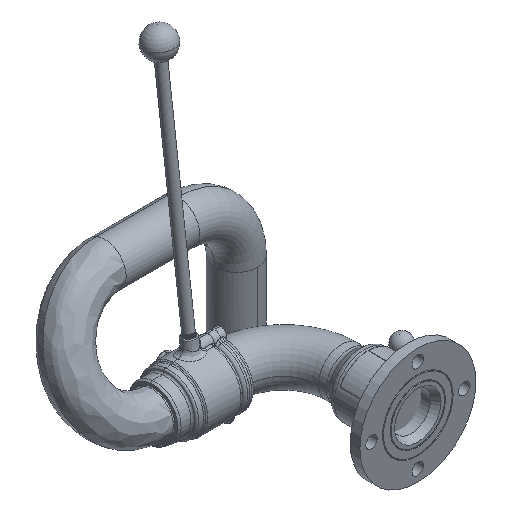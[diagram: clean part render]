
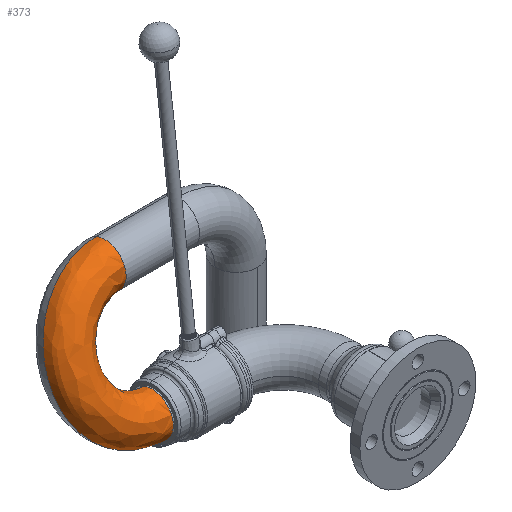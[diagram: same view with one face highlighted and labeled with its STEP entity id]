
A CAD part, isometric view. The second image highlights one B-rep face of the part: STEP entity #373.
In plain terms, the highlighted free-form (B-spline) face has degree [2, 2] with [4, 7] control points.
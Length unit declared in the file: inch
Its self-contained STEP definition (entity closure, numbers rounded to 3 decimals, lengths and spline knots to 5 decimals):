
#373 = ADVANCED_FACE ( 'NONE', ( #63009 ), #49388, .T. ) ;
#3371 = VERTEX_POINT ( 'NONE', #11959 ) ;
#3372 = VERTEX_POINT ( 'NONE', #11960 ) ;
#3373 = VERTEX_POINT ( 'NONE', #11961 ) ;
#3374 = VERTEX_POINT ( 'NONE', #11962 ) ;
#6265 = AXIS2_PLACEMENT_3D ( 'NONE', #48301, #48302, #48303 ) ;
#6274 = AXIS2_PLACEMENT_3D ( 'NONE', #48323, #48330, #48331 ) ;
#9888 =( BOUNDED_CURVE ( )  B_SPLINE_CURVE ( 2, ( #48217, #48221, #48222, #48223 ),
 .UNSPECIFIED., .F., .T. ) 
 B_SPLINE_CURVE_WITH_KNOTS ( ( 3, 1, 3 ),
 ( 0., 0.71731, 1.43463 ),
 .UNSPECIFIED. ) 
 CURVE ( )  GEOMETRIC_REPRESENTATION_ITEM ( )  RATIONAL_B_SPLINE_CURVE ( ( 0.75, 0.375, 0.375, 0.75 ) ) 
 REPRESENTATION_ITEM ( '' )  );
#9889 =( BOUNDED_CURVE ( )  B_SPLINE_CURVE ( 2, ( #48224, #48227, #48228, #48229 ),
 .UNSPECIFIED., .F., .T. ) 
 B_SPLINE_CURVE_WITH_KNOTS ( ( 3, 1, 3 ),
 ( 0., 0.71731, 1.43463 ),
 .UNSPECIFIED. ) 
 CURVE ( )  GEOMETRIC_REPRESENTATION_ITEM ( )  RATIONAL_B_SPLINE_CURVE ( ( 1., 0.5, 0.5, 1. ) ) 
 REPRESENTATION_ITEM ( '' )  );
#11959 = CARTESIAN_POINT ( 'NONE',  ( 1.375, 0., 1. ) ) ;
#11960 = CARTESIAN_POINT ( 'NONE',  ( -1.375, 0., 1. ) ) ;
#11961 = CARTESIAN_POINT ( 'NONE',  ( 8.875, 0., 1. ) ) ;
#11962 = CARTESIAN_POINT ( 'NONE',  ( 6.125, 0., 1. ) ) ;
#12596 = ORIENTED_EDGE ( 'NONE', *, *, #18161, .F. ) ;
#12597 = ORIENTED_EDGE ( 'NONE', *, *, #18203, .T. ) ;
#12598 = ORIENTED_EDGE ( 'NONE', *, *, #18163, .T. ) ;
#12599 = ORIENTED_EDGE ( 'NONE', *, *, #18193, .F. ) ;
#12794 = EDGE_LOOP ( 'NONE', ( #12596, #12597, #12598, #12599 ) ) ;
#18161 = EDGE_CURVE ( 'NONE', #3372, #3373, #9888, .T. ) ;
#18163 = EDGE_CURVE ( 'NONE', #3371, #3374, #9889, .T. ) ;
#18193 = EDGE_CURVE ( 'NONE', #3373, #3374, #36054, .T. ) ;
#18203 = EDGE_CURVE ( 'NONE', #3372, #3371, #36065, .T. ) ;
#36054 = CIRCLE ( 'NONE', #6265, 1.375 ) ;
#36065 = CIRCLE ( 'NONE', #6274, 1.375 ) ;
#48217 = CARTESIAN_POINT ( 'NONE',  ( -1.375, 0., 1. ) ) ;
#48221 = CARTESIAN_POINT ( 'NONE',  ( -1.375, 0., 6.125 ) ) ;
#48222 = CARTESIAN_POINT ( 'NONE',  ( 8.875, 0., 6.125 ) ) ;
#48223 = CARTESIAN_POINT ( 'NONE',  ( 8.875, 0., 1. ) ) ;
#48224 = CARTESIAN_POINT ( 'NONE',  ( 1.375, 0., 1. ) ) ;
#48227 = CARTESIAN_POINT ( 'NONE',  ( 1.375, 0., 3.375 ) ) ;
#48228 = CARTESIAN_POINT ( 'NONE',  ( 6.125, 0., 3.375 ) ) ;
#48229 = CARTESIAN_POINT ( 'NONE',  ( 6.125, 0., 1. ) ) ;
#48301 = CARTESIAN_POINT ( 'NONE',  ( 7.5, 0., 1. ) ) ;
#48302 = DIRECTION ( 'NONE',  ( 0., 0., -1. ) ) ;
#48303 = DIRECTION ( 'NONE',  ( -1., 0., 0. ) ) ;
#48323 = CARTESIAN_POINT ( 'NONE',  ( 0., 0., 1. ) ) ;
#48330 = DIRECTION ( 'NONE',  ( 0., 0., 1. ) ) ;
#48331 = DIRECTION ( 'NONE',  ( 1., 0., 0. ) ) ;
#49388 =( BOUNDED_SURFACE ( )  B_SPLINE_SURFACE ( 2, 2, ( 
 ( #64006, #63997, #63996, #64008, #64009, #64010, #64011 ),
 ( #64012, #64013, #64014, #64015, #64016, #64017, #64018 ),
 ( #64019, #64020, #64021, #64022, #64023, #64024, #64025 ),
 ( #64026, #64027, #64028, #64029, #64030, #64031, #64032 ) ),
 .UNSPECIFIED., .F., .F., .F. ) 
 B_SPLINE_SURFACE_WITH_KNOTS ( ( 3, 1, 3 ),
 ( 3, 2, 2, 3 ),
 ( 0., 0.71731, 1.43463 ),
 ( 0., 0.33333, 0.66667, 1. ),
 .UNSPECIFIED. ) 
 GEOMETRIC_REPRESENTATION_ITEM ( )  RATIONAL_B_SPLINE_SURFACE ( (
 ( 1., 0.5, 1., 0.5, 1., 0.5, 1.),
 ( 0.5, 0.25, 0.5, 0.25, 0.5, 0.25, 0.5),
 ( 0.5, 0.25, 0.5, 0.25, 0.5, 0.25, 0.5),
 ( 1., 0.5, 1., 0.5, 1., 0.5, 1.) ) ) 
 REPRESENTATION_ITEM ( '' )  SURFACE ( )  );
#63009 = FACE_OUTER_BOUND ( 'NONE', #12794, .T. ) ;
#63996 = CARTESIAN_POINT ( 'NONE',  ( -0.6875, -1.19078, 1. ) ) ;
#63997 = CARTESIAN_POINT ( 'NONE',  ( 1.375, -2.38157, 1. ) ) ;
#64006 = CARTESIAN_POINT ( 'NONE',  ( 1.375, 0., 1. ) ) ;
#64008 = CARTESIAN_POINT ( 'NONE',  ( -2.75, 0., 1. ) ) ;
#64009 = CARTESIAN_POINT ( 'NONE',  ( -0.6875, 1.19078, 1. ) ) ;
#64010 = CARTESIAN_POINT ( 'NONE',  ( 1.375, 2.38157, 1. ) ) ;
#64011 = CARTESIAN_POINT ( 'NONE',  ( 1.375, 0., 1. ) ) ;
#64012 = CARTESIAN_POINT ( 'NONE',  ( 1.375, 0., 3.375 ) ) ;
#64013 = CARTESIAN_POINT ( 'NONE',  ( 1.375, -2.38157, 3.375 ) ) ;
#64014 = CARTESIAN_POINT ( 'NONE',  ( -0.6875, -1.19078, 5.4375 ) ) ;
#64015 = CARTESIAN_POINT ( 'NONE',  ( -2.75, 0., 7.5 ) ) ;
#64016 = CARTESIAN_POINT ( 'NONE',  ( -0.6875, 1.19078, 5.4375 ) ) ;
#64017 = CARTESIAN_POINT ( 'NONE',  ( 1.375, 2.38157, 3.375 ) ) ;
#64018 = CARTESIAN_POINT ( 'NONE',  ( 1.375, 0., 3.375 ) ) ;
#64019 = CARTESIAN_POINT ( 'NONE',  ( 6.125, 0., 3.375 ) ) ;
#64020 = CARTESIAN_POINT ( 'NONE',  ( 6.125, -2.38157, 3.375 ) ) ;
#64021 = CARTESIAN_POINT ( 'NONE',  ( 8.1875, -1.19078, 5.4375 ) ) ;
#64022 = CARTESIAN_POINT ( 'NONE',  ( 10.25, 0., 7.5 ) ) ;
#64023 = CARTESIAN_POINT ( 'NONE',  ( 8.1875, 1.19078, 5.4375 ) ) ;
#64024 = CARTESIAN_POINT ( 'NONE',  ( 6.125, 2.38157, 3.375 ) ) ;
#64025 = CARTESIAN_POINT ( 'NONE',  ( 6.125, 0., 3.375 ) ) ;
#64026 = CARTESIAN_POINT ( 'NONE',  ( 6.125, 0., 1. ) ) ;
#64027 = CARTESIAN_POINT ( 'NONE',  ( 6.125, -2.38157, 1. ) ) ;
#64028 = CARTESIAN_POINT ( 'NONE',  ( 8.1875, -1.19078, 1. ) ) ;
#64029 = CARTESIAN_POINT ( 'NONE',  ( 10.25, 0., 1. ) ) ;
#64030 = CARTESIAN_POINT ( 'NONE',  ( 8.1875, 1.19078, 1. ) ) ;
#64031 = CARTESIAN_POINT ( 'NONE',  ( 6.125, 2.38157, 1. ) ) ;
#64032 = CARTESIAN_POINT ( 'NONE',  ( 6.125, 0., 1. ) ) ;
